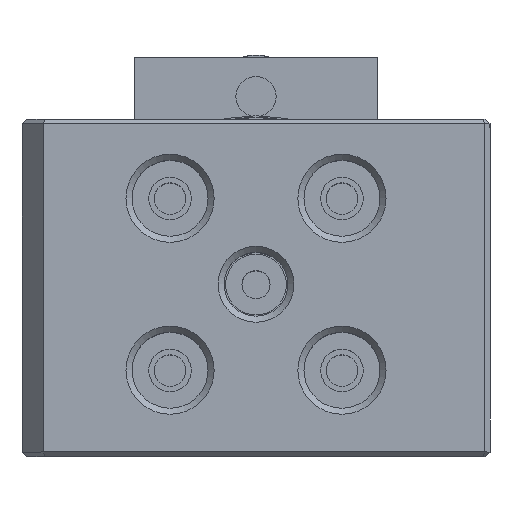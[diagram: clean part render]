
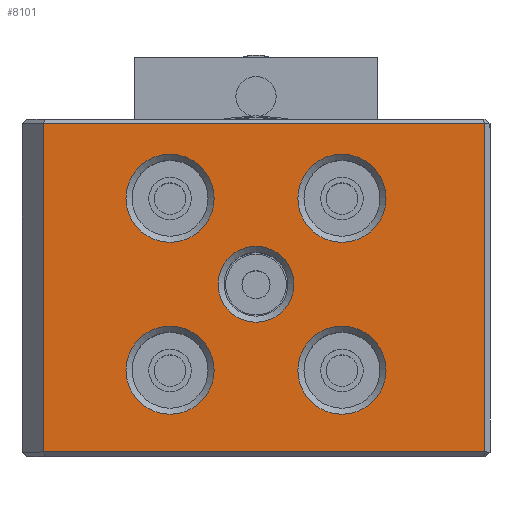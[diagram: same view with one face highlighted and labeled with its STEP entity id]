
A CAD part, top view. The second image highlights one B-rep face of the part: STEP entity #8101.
In plain terms, the highlighted planar face has unit normal (0, 0, 1).
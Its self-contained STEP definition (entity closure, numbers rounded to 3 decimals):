
#298=CIRCLE('',#8569,2.9);
#299=CIRCLE('',#8570,2.9);
#300=CIRCLE('',#8571,2.5);
#301=CIRCLE('',#8572,2.9);
#302=CIRCLE('',#8573,2.9);
#633=FACE_BOUND('',#1479,.T.);
#634=FACE_BOUND('',#1480,.T.);
#635=FACE_BOUND('',#1481,.T.);
#636=FACE_BOUND('',#1482,.T.);
#637=FACE_BOUND('',#1483,.T.);
#994=FACE_OUTER_BOUND('',#1478,.T.);
#1478=EDGE_LOOP('',(#5918,#5919,#5920,#5921));
#1479=EDGE_LOOP('',(#5922));
#1480=EDGE_LOOP('',(#5923));
#1481=EDGE_LOOP('',(#5924));
#1482=EDGE_LOOP('',(#5925));
#1483=EDGE_LOOP('',(#5926));
#2105=LINE('',#12990,#2817);
#2108=LINE('',#12996,#2820);
#2109=LINE('',#12997,#2821);
#2110=LINE('',#12998,#2822);
#2817=VECTOR('',#9628,21.59);
#2820=VECTOR('',#9633,21.59);
#2821=VECTOR('',#9634,29.044);
#2822=VECTOR('',#9635,29.044);
#3541=VERTEX_POINT('',#12988);
#3542=VERTEX_POINT('',#12989);
#3543=VERTEX_POINT('',#12994);
#3544=VERTEX_POINT('',#12995);
#3545=VERTEX_POINT('',#12999);
#3546=VERTEX_POINT('',#13001);
#3547=VERTEX_POINT('',#13003);
#3548=VERTEX_POINT('',#13005);
#3549=VERTEX_POINT('',#13007);
#4427=EDGE_CURVE('',#3541,#3542,#2105,.T.);
#4430=EDGE_CURVE('',#3543,#3544,#2108,.T.);
#4431=EDGE_CURVE('',#3544,#3542,#2109,.T.);
#4432=EDGE_CURVE('',#3541,#3543,#2110,.T.);
#4433=EDGE_CURVE('',#3545,#3545,#298,.T.);
#4434=EDGE_CURVE('',#3546,#3546,#299,.T.);
#4435=EDGE_CURVE('',#3547,#3547,#300,.T.);
#4436=EDGE_CURVE('',#3548,#3548,#301,.T.);
#4437=EDGE_CURVE('',#3549,#3549,#302,.T.);
#5918=ORIENTED_EDGE('',*,*,#4430,.T.);
#5919=ORIENTED_EDGE('',*,*,#4431,.T.);
#5920=ORIENTED_EDGE('',*,*,#4427,.F.);
#5921=ORIENTED_EDGE('',*,*,#4432,.T.);
#5922=ORIENTED_EDGE('',*,*,#4433,.F.);
#5923=ORIENTED_EDGE('',*,*,#4434,.F.);
#5924=ORIENTED_EDGE('',*,*,#4435,.T.);
#5925=ORIENTED_EDGE('',*,*,#4436,.F.);
#5926=ORIENTED_EDGE('',*,*,#4437,.F.);
#7814=PLANE('',#8568);
#8101=ADVANCED_FACE('',(#994,#633,#634,#635,#636,#637),#7814,.F.);
#8568=AXIS2_PLACEMENT_3D('',#12993,#9631,#9632);
#8569=AXIS2_PLACEMENT_3D('',#13000,#9636,#9637);
#8570=AXIS2_PLACEMENT_3D('',#13002,#9638,#9639);
#8571=AXIS2_PLACEMENT_3D('',#13004,#9640,#9641);
#8572=AXIS2_PLACEMENT_3D('',#13006,#9642,#9643);
#8573=AXIS2_PLACEMENT_3D('',#13008,#9644,#9645);
#9628=DIRECTION('',(0.,-1.,0.));
#9631=DIRECTION('center_axis',(0.,0.,-1.));
#9632=DIRECTION('ref_axis',(1.,0.,0.));
#9633=DIRECTION('',(0.,-1.,0.));
#9634=DIRECTION('',(1.,0.,0.));
#9635=DIRECTION('',(-1.,0.,0.));
#9636=DIRECTION('center_axis',(0.,0.,1.));
#9637=DIRECTION('ref_axis',(0.,1.,0.));
#9638=DIRECTION('center_axis',(0.,0.,1.));
#9639=DIRECTION('ref_axis',(0.,1.,0.));
#9640=DIRECTION('center_axis',(0.,0.,-1.));
#9641=DIRECTION('ref_axis',(0.,1.,0.));
#9642=DIRECTION('center_axis',(0.,0.,1.));
#9643=DIRECTION('ref_axis',(0.,1.,0.));
#9644=DIRECTION('center_axis',(0.,0.,1.));
#9645=DIRECTION('ref_axis',(0.,1.,0.));
#12988=CARTESIAN_POINT('',(15.045,100.989,-15.75));
#12989=CARTESIAN_POINT('',(15.045,79.4,-15.75));
#12990=CARTESIAN_POINT('',(15.045,100.989,-15.75));
#12993=CARTESIAN_POINT('Origin',(-14.,134.817,-15.75));
#12994=CARTESIAN_POINT('',(-14.,100.989,-15.75));
#12995=CARTESIAN_POINT('',(-14.,79.4,-15.75));
#12996=CARTESIAN_POINT('',(-14.,100.989,-15.75));
#12997=CARTESIAN_POINT('',(-14.,79.4,-15.75));
#12998=CARTESIAN_POINT('',(15.045,100.989,-15.75));
#12999=CARTESIAN_POINT('',(5.657,87.683,-15.75));
#13000=CARTESIAN_POINT('Origin',(5.657,84.783,-15.75));
#13001=CARTESIAN_POINT('',(-5.656,98.996,-15.75));
#13002=CARTESIAN_POINT('Origin',(-5.656,96.096,-15.75));
#13003=CARTESIAN_POINT('',(0.,87.94,-15.75));
#13004=CARTESIAN_POINT('Origin',(0.,90.44,-15.75));
#13005=CARTESIAN_POINT('',(5.657,98.996,-15.75));
#13006=CARTESIAN_POINT('Origin',(5.657,96.096,-15.75));
#13007=CARTESIAN_POINT('',(-5.656,87.683,-15.75));
#13008=CARTESIAN_POINT('Origin',(-5.656,84.783,-15.75));
